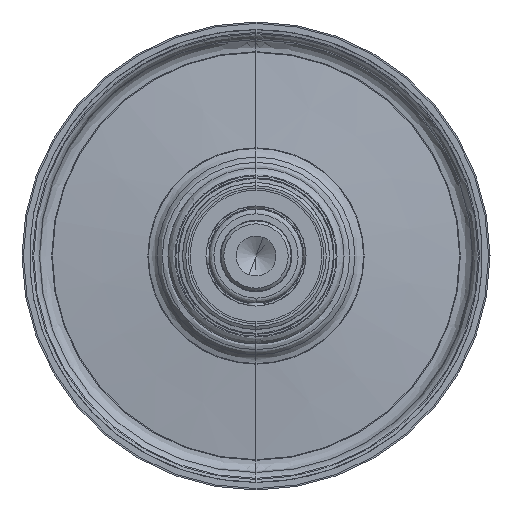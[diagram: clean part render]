
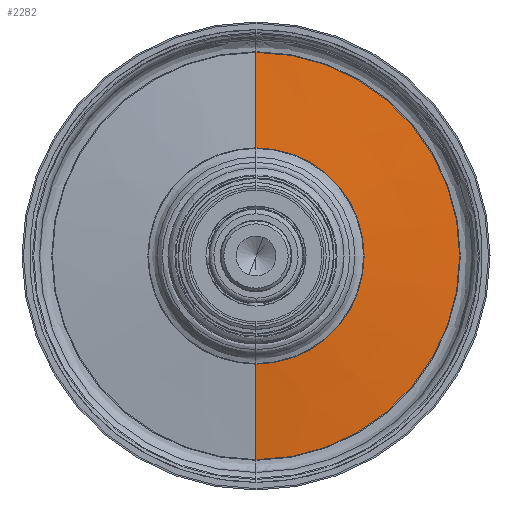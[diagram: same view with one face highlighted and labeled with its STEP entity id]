
A CAD part, left-side view. The second image highlights one B-rep face of the part: STEP entity #2282.
In plain terms, the highlighted conical face has half-angle 84.75 degrees and reference radius 34.817 mm.
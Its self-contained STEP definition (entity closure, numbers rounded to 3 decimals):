
#945 = DIRECTION ( 'NONE',  ( 0., 0., 1. ) ) ;
#1173 = EDGE_CURVE ( 'NONE', #16687, #9153, #16699, .T. ) ;
#2282 = ADVANCED_FACE ( 'NONE', ( #14988 ), #13609, .T. ) ;
#2297 = AXIS2_PLACEMENT_3D ( 'NONE', #12116, #22501, #945 ) ;
#3660 = AXIS2_PLACEMENT_3D ( 'NONE', #8666, #19468, #12627 ) ;
#7537 = CARTESIAN_POINT ( 'NONE',  ( 9.492, 0., -34.817 ) ) ;
#7988 = CARTESIAN_POINT ( 'NONE',  ( 7.992, 0., 18.491 ) ) ;
#8195 = CARTESIAN_POINT ( 'NONE',  ( 9.492, 0., 34.817 ) ) ;
#8666 = CARTESIAN_POINT ( 'NONE',  ( 9.492, 0., 0. ) ) ;
#9153 = VERTEX_POINT ( 'NONE', #27772 ) ;
#11397 = DIRECTION ( 'NONE',  ( 0.091, 0., 0.996 ) ) ;
#12116 = CARTESIAN_POINT ( 'NONE',  ( 7.992, 0., 0. ) ) ;
#12627 = DIRECTION ( 'NONE',  ( 0., 0., 1. ) ) ;
#12818 = ORIENTED_EDGE ( 'NONE', *, *, #1173, .T. ) ;
#13384 = CARTESIAN_POINT ( 'NONE',  ( 9.492, 0., 0. ) ) ;
#13609 = CONICAL_SURFACE ( 'NONE', #3660, 34.817, 1.479 ) ;
#13727 = VERTEX_POINT ( 'NONE', #7537 ) ;
#14805 = EDGE_CURVE ( 'NONE', #16687, #22057, #24440, .T. ) ;
#14979 = ORIENTED_EDGE ( 'NONE', *, *, #24744, .T. ) ;
#14988 = FACE_OUTER_BOUND ( 'NONE', #21920, .T. ) ;
#15438 = ORIENTED_EDGE ( 'NONE', *, *, #20244, .T. ) ;
#16445 = CARTESIAN_POINT ( 'NONE',  ( 9.492, 0., -34.817 ) ) ;
#16687 = VERTEX_POINT ( 'NONE', #7988 ) ;
#16699 = CIRCLE ( 'NONE', #2297, 18.491 ) ;
#16760 = CIRCLE ( 'NONE', #22586, 34.817 ) ;
#19349 = VECTOR ( 'NONE', #11397, 1000. ) ;
#19468 = DIRECTION ( 'NONE',  ( 1., 0., 0. ) ) ;
#20244 = EDGE_CURVE ( 'NONE', #9153, #13727, #23056, .T. ) ;
#21920 = EDGE_LOOP ( 'NONE', ( #12818, #15438, #14979, #26890 ) ) ;
#22057 = VERTEX_POINT ( 'NONE', #8195 ) ;
#22349 = DIRECTION ( 'NONE',  ( -1., 0., 0. ) ) ;
#22501 = DIRECTION ( 'NONE',  ( 1., 0., 0. ) ) ;
#22586 = AXIS2_PLACEMENT_3D ( 'NONE', #13384, #22349, #24047 ) ;
#23056 = LINE ( 'NONE', #16445, #25678 ) ;
#23865 = CARTESIAN_POINT ( 'NONE',  ( 9.492, 0., 34.817 ) ) ;
#24047 = DIRECTION ( 'NONE',  ( 0., 0., 1. ) ) ;
#24440 = LINE ( 'NONE', #23865, #19349 ) ;
#24621 = DIRECTION ( 'NONE',  ( 0.091, 0., -0.996 ) ) ;
#24744 = EDGE_CURVE ( 'NONE', #13727, #22057, #16760, .T. ) ;
#25678 = VECTOR ( 'NONE', #24621, 1000. ) ;
#26890 = ORIENTED_EDGE ( 'NONE', *, *, #14805, .F. ) ;
#27772 = CARTESIAN_POINT ( 'NONE',  ( 7.992, 0., -18.491 ) ) ;
